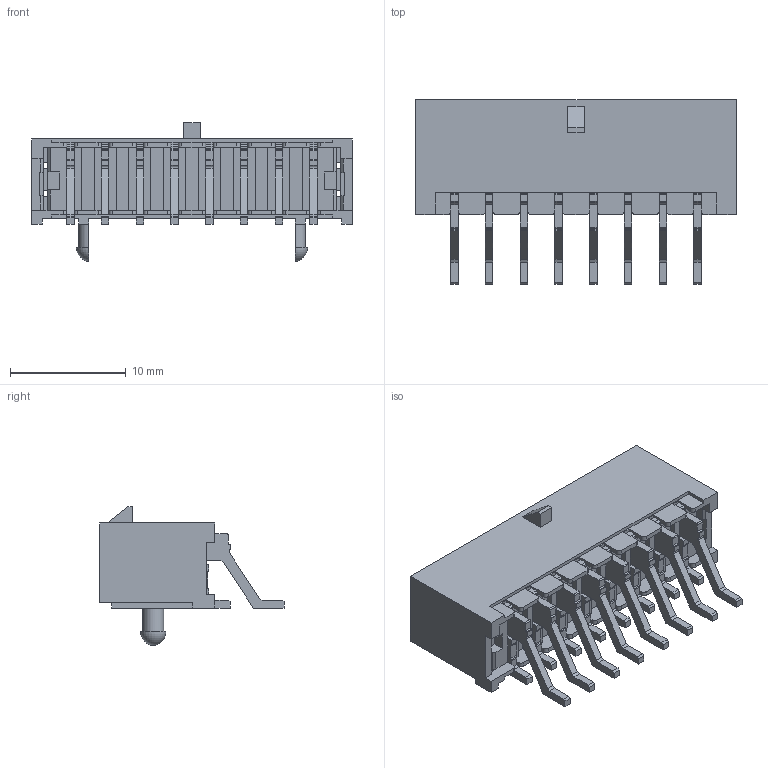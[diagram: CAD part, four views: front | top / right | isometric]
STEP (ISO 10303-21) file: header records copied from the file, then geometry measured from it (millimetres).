
FILE_DESCRIPTION(/* description */ ('Unknown'),/* implementation_level */ '2;1');
FILE_NAME(/* name */ 'J_Wurth_WR-MPC3_662016236022',/* time_stamp */ '2025-06-06T17:26:39+08:00',/* author */ ('Unknown'),/* organization */ ('Unknown'),/* preprocessor_version */ 'ST-DEVELOPER v19.4',/* originating_system */ 'Solid Edge',/* authorisation */ 'Unknown');
FILE_SCHEMA (('AUTOMOTIVE_DESIGN {1 0 10303 214 3 1 1}'));
Length unit declared in the file: millimetre
Products named in the file (2): J_Wurth_WR-MPC3_662016236022
Assembly tree (1 placements, depth 2):
  J_Wurth_WR-MPC3_662016236022
    J_Wurth_WR-MPC3_662016236022
Bounding box: 27.7 x 15.9 x 11.96 mm (x, y, z)
Volume: 1049 mm3; surface area: 3058.5 mm2
Topology: 1 solids, 1 shells, 895 faces, 2436 edges, 1570 vertices
Faces by surface type: plane 803, cylinder 90, torus 2
Entity records: 33928 total; most frequent: CARTESIAN_POINT 4903, ORIENTED_EDGE 4872, DIRECTION 4420, EDGE_CURVE 2436, LINE 2246, VECTOR 2246, VERTEX_POINT 1570, AXIS2_PLACEMENT_3D 1087
